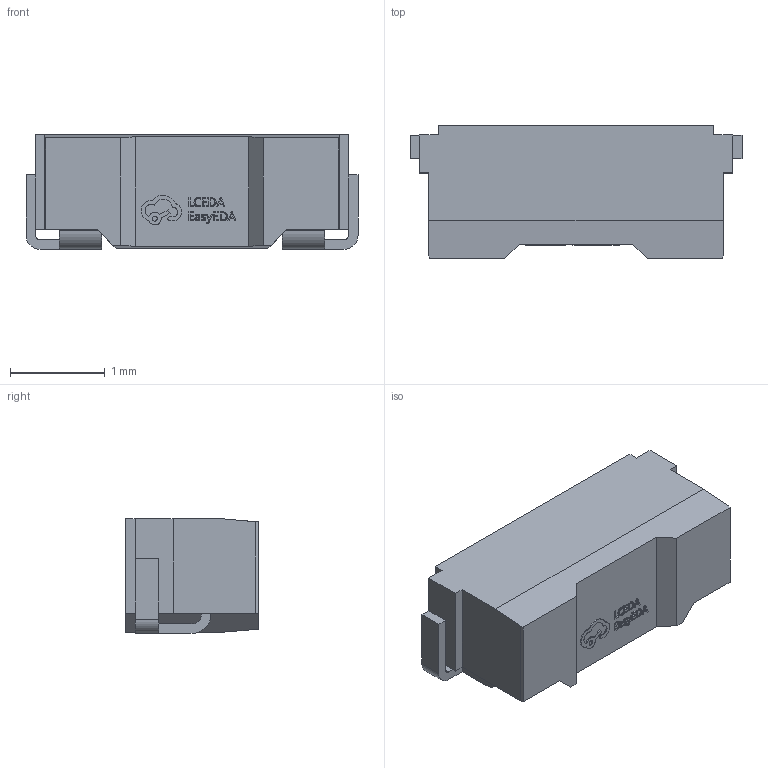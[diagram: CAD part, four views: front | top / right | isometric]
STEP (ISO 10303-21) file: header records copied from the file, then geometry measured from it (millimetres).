
FILE_DESCRIPTION(/* description */ ('STEP AP214'),/* implementation_level */ '2;1');
FILE_NAME(/* name */ 'XL-2810UWC.step',/* time_stamp */ '2024-11-19T11:20:47+08:00',/* author */ (''),/* organization */ (''),/* preprocessor_version */ 'ST-DEVELOPER v20',/* originating_system */ 'Autodesk Translation Framework v13.20.0.188',/* authorisation */ '');
FILE_SCHEMA (('AUTOMOTIVE_DESIGN { 1 0 10303 214 3 1 1 }'));
Length unit declared in the file: millimetre
Products named in the file (1): LED-SMD_L3.5-W1.4-FD
Bounding box: 3.5 x 1.4 x 1.21 mm (x, y, z)
Volume: 4.5 mm3; surface area: 23.1 mm2
Topology: 3 solids, 3 shells, 287 faces, 783 edges, 522 vertices
Faces by surface type: plane 181, bspline 98, cylinder 8
Entity records: 9854 total; most frequent: CARTESIAN_POINT 2617, ORIENTED_EDGE 1566, DIRECTION 1163, EDGE_CURVE 783, LINE 571, VECTOR 571, VERTEX_POINT 522, EDGE_LOOP 307
